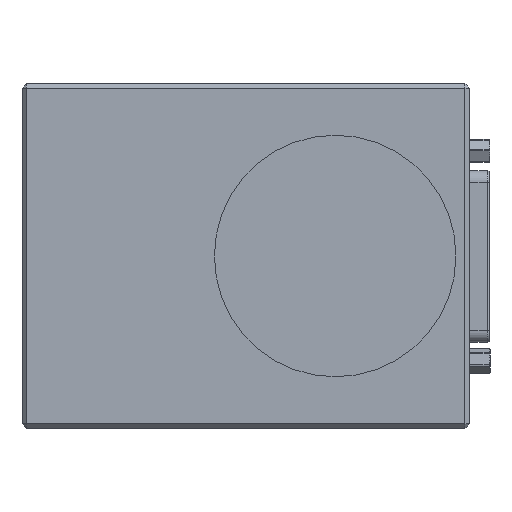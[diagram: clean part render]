
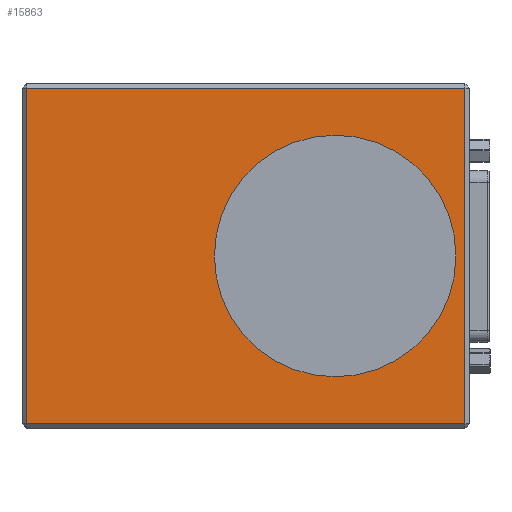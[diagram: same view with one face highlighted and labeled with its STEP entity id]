
A CAD part, front view. The second image highlights one B-rep face of the part: STEP entity #15863.
In plain terms, the highlighted planar face has unit normal (0, -1, 0).
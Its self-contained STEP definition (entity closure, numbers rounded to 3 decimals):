
#244 = VECTOR ( 'NONE', #10986, 1000. ) ;
#420 = LINE ( 'NONE', #10678, #1660 ) ;
#1034 = DIRECTION ( 'NONE',  ( 0., 0., 1. ) ) ;
#1286 = VERTEX_POINT ( 'NONE', #9766 ) ;
#1380 = VERTEX_POINT ( 'NONE', #4925 ) ;
#1401 = DIRECTION ( 'NONE',  ( 0., 0., -1. ) ) ;
#1494 = FACE_BOUND ( 'NONE', #7509, .T. ) ;
#1660 = VECTOR ( 'NONE', #1401, 1000. ) ;
#2331 = CARTESIAN_POINT ( 'NONE',  ( -48.8, 0., -37.5 ) ) ;
#2374 = DIRECTION ( 'NONE',  ( 0., 0., -1. ) ) ;
#2402 = ORIENTED_EDGE ( 'NONE', *, *, #13540, .T. ) ;
#2741 = CARTESIAN_POINT ( 'NONE',  ( 20.2, 0., 27. ) ) ;
#3406 = VERTEX_POINT ( 'NONE', #2741 ) ;
#3577 = LINE ( 'NONE', #7750, #16435 ) ;
#3707 = DIRECTION ( 'NONE',  ( 0., 0., 1. ) ) ;
#4084 = ORIENTED_EDGE ( 'NONE', *, *, #11611, .T. ) ;
#4317 = DIRECTION ( 'NONE',  ( 0., -1., 0. ) ) ;
#4630 = VECTOR ( 'NONE', #16423, 1000. ) ;
#4687 = ORIENTED_EDGE ( 'NONE', *, *, #12769, .F. ) ;
#4925 = CARTESIAN_POINT ( 'NONE',  ( -48.8, 0., 37.5 ) ) ;
#5061 = DIRECTION ( 'NONE',  ( 0., -1., 0. ) ) ;
#6185 = EDGE_CURVE ( 'Defeature ausgef�hrt4_251+Defeature ausgef�hrt4_250+Defeature ausgef�hrt4_252+Defeature ausgef�hrt4_249', #1286, #1380, #14992, .T. ) ;
#6494 = CARTESIAN_POINT ( 'NONE',  ( 0.2, 0., 0. ) ) ;
#7013 = VERTEX_POINT ( 'NONE', #15838 ) ;
#7509 = EDGE_LOOP ( 'NONE', ( #16242, #4687 ) ) ;
#7750 = CARTESIAN_POINT ( 'NONE',  ( 49.2, 0., 0. ) ) ;
#8120 = CIRCLE ( 'NONE', #13603, 27. ) ;
#9345 = CARTESIAN_POINT ( 'NONE',  ( 20.2, 0., -27. ) ) ;
#9766 = CARTESIAN_POINT ( 'NONE',  ( 49.2, 0., 37.5 ) ) ;
#9777 = AXIS2_PLACEMENT_3D ( 'NONE', #11066, #4317, #11253 ) ;
#10390 = PLANE ( 'NONE',  #14686 ) ;
#10678 = CARTESIAN_POINT ( 'NONE',  ( -48.8, 0., 0. ) ) ;
#10986 = DIRECTION ( 'NONE',  ( 1., 0., 0. ) ) ;
#11066 = CARTESIAN_POINT ( 'NONE',  ( 20.2, 0., 0. ) ) ;
#11253 = DIRECTION ( 'NONE',  ( 0., 0., -1. ) ) ;
#11611 = EDGE_CURVE ( 'Defeature ausgef�hrt4_251+Defeature ausgef�hrt4_252+Defeature ausgef�hrt4_248+Defeature ausgef�hrt4_250', #7013, #1286, #3577, .T. ) ;
#11710 = CIRCLE ( 'NONE', #9777, 27. ) ;
#12407 = CARTESIAN_POINT ( 'NONE',  ( 0.2, 0., -37.5 ) ) ;
#12769 = EDGE_CURVE ( 'Defeature ausgef�hrt4_294+Defeature ausgef�hrt4_251+Defeature ausgef�hrt4_251+Defeature ausgef�hrt4_251', #3406, #15979, #8120, .T. ) ;
#13125 = ORIENTED_EDGE ( 'NONE', *, *, #6185, .T. ) ;
#13540 = EDGE_CURVE ( 'Defeature ausgef�hrt4_251+Defeature ausgef�hrt4_248+Defeature ausgef�hrt4_249+Defeature ausgef�hrt4_252', #14804, #7013, #15039, .T. ) ;
#13603 = AXIS2_PLACEMENT_3D ( 'NONE', #17123, #5061, #2374 ) ;
#14278 = ORIENTED_EDGE ( 'NONE', *, *, #16401, .T. ) ;
#14686 = AXIS2_PLACEMENT_3D ( 'NONE', #6494, #15773, #1034 ) ;
#14804 = VERTEX_POINT ( 'NONE', #2331 ) ;
#14992 = LINE ( 'NONE', #16324, #4630 ) ;
#15039 = LINE ( 'NONE', #12407, #244 ) ;
#15554 = EDGE_CURVE ( 'Defeature ausgef�hrt4_294+Defeature ausgef�hrt4_251+Defeature ausgef�hrt4_251+Defeature ausgef�hrt4_251', #15979, #3406, #11710, .T. ) ;
#15730 = EDGE_LOOP ( 'NONE', ( #13125, #14278, #2402, #4084 ) ) ;
#15773 = DIRECTION ( 'NONE',  ( 0., 1., 0. ) ) ;
#15838 = CARTESIAN_POINT ( 'NONE',  ( 49.2, 0., -37.5 ) ) ;
#15863 = ADVANCED_FACE ( 'Defeature ausgef�hrt4_251', ( #1494, #17339 ), #10390, .F. ) ;
#15979 = VERTEX_POINT ( 'NONE', #9345 ) ;
#16242 = ORIENTED_EDGE ( 'NONE', *, *, #15554, .F. ) ;
#16324 = CARTESIAN_POINT ( 'NONE',  ( 0.2, 0., 37.5 ) ) ;
#16401 = EDGE_CURVE ( 'Defeature ausgef�hrt4_251+Defeature ausgef�hrt4_249+Defeature ausgef�hrt4_250+Defeature ausgef�hrt4_248', #1380, #14804, #420, .T. ) ;
#16423 = DIRECTION ( 'NONE',  ( -1., 0., 0. ) ) ;
#16435 = VECTOR ( 'NONE', #3707, 1000. ) ;
#17123 = CARTESIAN_POINT ( 'NONE',  ( 20.2, 0., 0. ) ) ;
#17339 = FACE_OUTER_BOUND ( 'NONE', #15730, .T. ) ;
